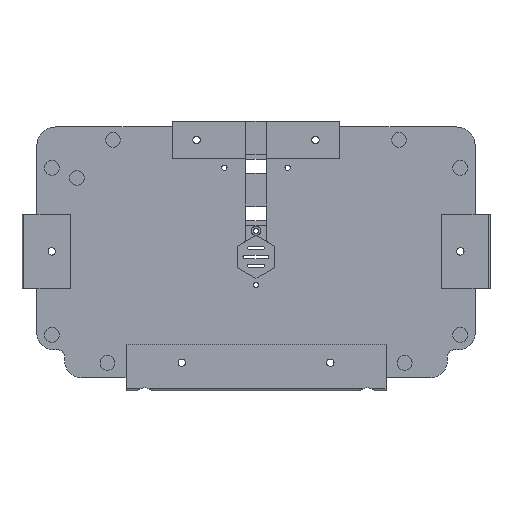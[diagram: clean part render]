
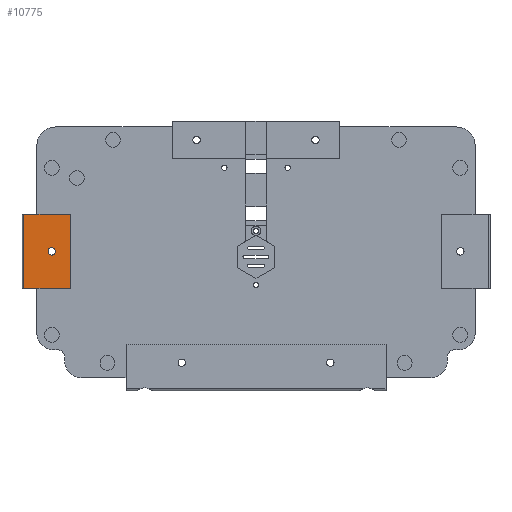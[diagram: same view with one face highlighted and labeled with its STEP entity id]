
A CAD part, top view. The second image highlights one B-rep face of the part: STEP entity #10775.
In plain terms, the highlighted planar face has unit normal (0, 0, 1).
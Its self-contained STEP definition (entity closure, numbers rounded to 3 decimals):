
#473 = PLANE('',#474);
#474 = AXIS2_PLACEMENT_3D('',#475,#476,#477);
#475 = CARTESIAN_POINT('',(-100.,-17.,-5.));
#476 = DIRECTION('',(0.,1.,0.));
#477 = DIRECTION('',(1.,0.,0.));
#529 = PLANE('',#530);
#530 = AXIS2_PLACEMENT_3D('',#531,#532,#533);
#531 = CARTESIAN_POINT('',(-126.,23.,-5.));
#532 = DIRECTION('',(0.,-1.,0.));
#533 = DIRECTION('',(-1.,-0.,-0.));
#4001 = VERTEX_POINT('',#4002);
#4002 = CARTESIAN_POINT('',(-100.,-17.,5.));
#4016 = PLANE('',#4017);
#4017 = AXIS2_PLACEMENT_3D('',#4018,#4019,#4020);
#4018 = CARTESIAN_POINT('',(-100.,23.,-5.));
#4019 = DIRECTION('',(-1.,-0.,-0.));
#4020 = DIRECTION('',(0.,1.,0.));
#4028 = EDGE_CURVE('',#4001,#4029,#4031,.T.);
#4029 = VERTEX_POINT('',#4030);
#4030 = CARTESIAN_POINT('',(-125.,-17.,5.));
#4031 = SURFACE_CURVE('',#4032,(#4036,#4043),.PCURVE_S1.);
#4032 = LINE('',#4033,#4034);
#4033 = CARTESIAN_POINT('',(-100.,-17.,5.));
#4034 = VECTOR('',#4035,1.);
#4035 = DIRECTION('',(-1.,0.,0.));
#4036 = PCURVE('',#473,#4037);
#4037 = DEFINITIONAL_REPRESENTATION('',(#4038),#4042);
#4038 = LINE('',#4039,#4040);
#4039 = CARTESIAN_POINT('',(-0.,-10.));
#4040 = VECTOR('',#4041,1.);
#4041 = DIRECTION('',(-1.,0.));
#4042 = ( GEOMETRIC_REPRESENTATION_CONTEXT(2) 
PARAMETRIC_REPRESENTATION_CONTEXT() REPRESENTATION_CONTEXT('2D SPACE',''
  ) );
#4043 = PCURVE('',#4044,#4049);
#4044 = PLANE('',#4045);
#4045 = AXIS2_PLACEMENT_3D('',#4046,#4047,#4048);
#4046 = CARTESIAN_POINT('',(-100.,-17.,5.));
#4047 = DIRECTION('',(-0.,-0.,-1.));
#4048 = DIRECTION('',(-1.,0.,0.));
#4049 = DEFINITIONAL_REPRESENTATION('',(#4050),#4054);
#4050 = LINE('',#4051,#4052);
#4051 = CARTESIAN_POINT('',(-0.,0.));
#4052 = VECTOR('',#4053,1.);
#4053 = DIRECTION('',(1.,-0.));
#4054 = ( GEOMETRIC_REPRESENTATION_CONTEXT(2) 
PARAMETRIC_REPRESENTATION_CONTEXT() REPRESENTATION_CONTEXT('2D SPACE',''
  ) );
#4073 = CYLINDRICAL_SURFACE('',#4074,1.);
#4074 = AXIS2_PLACEMENT_3D('',#4075,#4076,#4077);
#4075 = CARTESIAN_POINT('',(-125.,-17.,4.));
#4076 = DIRECTION('',(0.,1.,0.));
#4077 = DIRECTION('',(-1.,-0.,-0.));
#4490 = VERTEX_POINT('',#4491);
#4491 = CARTESIAN_POINT('',(-125.,23.,5.));
#4517 = EDGE_CURVE('',#4490,#4518,#4520,.T.);
#4518 = VERTEX_POINT('',#4519);
#4519 = CARTESIAN_POINT('',(-100.,23.,5.));
#4520 = SURFACE_CURVE('',#4521,(#4525,#4532),.PCURVE_S1.);
#4521 = LINE('',#4522,#4523);
#4522 = CARTESIAN_POINT('',(-126.,23.,5.));
#4523 = VECTOR('',#4524,1.);
#4524 = DIRECTION('',(1.,0.,0.));
#4525 = PCURVE('',#529,#4526);
#4526 = DEFINITIONAL_REPRESENTATION('',(#4527),#4531);
#4527 = LINE('',#4528,#4529);
#4528 = CARTESIAN_POINT('',(-0.,-10.));
#4529 = VECTOR('',#4530,1.);
#4530 = DIRECTION('',(-1.,-0.));
#4531 = ( GEOMETRIC_REPRESENTATION_CONTEXT(2) 
PARAMETRIC_REPRESENTATION_CONTEXT() REPRESENTATION_CONTEXT('2D SPACE',''
  ) );
#4532 = PCURVE('',#4044,#4533);
#4533 = DEFINITIONAL_REPRESENTATION('',(#4534),#4538);
#4534 = LINE('',#4535,#4536);
#4535 = CARTESIAN_POINT('',(26.,40.));
#4536 = VECTOR('',#4537,1.);
#4537 = DIRECTION('',(-1.,0.));
#4538 = ( GEOMETRIC_REPRESENTATION_CONTEXT(2) 
PARAMETRIC_REPRESENTATION_CONTEXT() REPRESENTATION_CONTEXT('2D SPACE',''
  ) );
#10753 = EDGE_CURVE('',#4029,#4490,#10754,.T.);
#10754 = SURFACE_CURVE('',#10755,(#10759,#10766),.PCURVE_S1.);
#10755 = LINE('',#10756,#10757);
#10756 = CARTESIAN_POINT('',(-125.,-17.,5.));
#10757 = VECTOR('',#10758,1.);
#10758 = DIRECTION('',(0.,1.,0.));
#10759 = PCURVE('',#4073,#10760);
#10760 = DEFINITIONAL_REPRESENTATION('',(#10761),#10765);
#10761 = LINE('',#10762,#10763);
#10762 = CARTESIAN_POINT('',(1.571,0.));
#10763 = VECTOR('',#10764,1.);
#10764 = DIRECTION('',(0.,1.));
#10765 = ( GEOMETRIC_REPRESENTATION_CONTEXT(2) 
PARAMETRIC_REPRESENTATION_CONTEXT() REPRESENTATION_CONTEXT('2D SPACE',''
  ) );
#10766 = PCURVE('',#4044,#10767);
#10767 = DEFINITIONAL_REPRESENTATION('',(#10768),#10772);
#10768 = LINE('',#10769,#10770);
#10769 = CARTESIAN_POINT('',(25.,-0.));
#10770 = VECTOR('',#10771,1.);
#10771 = DIRECTION('',(-0.,1.));
#10772 = ( GEOMETRIC_REPRESENTATION_CONTEXT(2) 
PARAMETRIC_REPRESENTATION_CONTEXT() REPRESENTATION_CONTEXT('2D SPACE',''
  ) );
#10775 = ADVANCED_FACE('',(#10776,#10802),#4044,.F.);
#10776 = FACE_BOUND('',#10777,.T.);
#10777 = EDGE_LOOP('',(#10778,#10779,#10800,#10801));
#10778 = ORIENTED_EDGE('',*,*,#4028,.F.);
#10779 = ORIENTED_EDGE('',*,*,#10780,.F.);
#10780 = EDGE_CURVE('',#4518,#4001,#10781,.T.);
#10781 = SURFACE_CURVE('',#10782,(#10786,#10793),.PCURVE_S1.);
#10782 = LINE('',#10783,#10784);
#10783 = CARTESIAN_POINT('',(-100.,23.,5.));
#10784 = VECTOR('',#10785,1.);
#10785 = DIRECTION('',(0.,-1.,0.));
#10786 = PCURVE('',#4044,#10787);
#10787 = DEFINITIONAL_REPRESENTATION('',(#10788),#10792);
#10788 = LINE('',#10789,#10790);
#10789 = CARTESIAN_POINT('',(-0.,40.));
#10790 = VECTOR('',#10791,1.);
#10791 = DIRECTION('',(-0.,-1.));
#10792 = ( GEOMETRIC_REPRESENTATION_CONTEXT(2) 
PARAMETRIC_REPRESENTATION_CONTEXT() REPRESENTATION_CONTEXT('2D SPACE',''
  ) );
#10793 = PCURVE('',#4016,#10794);
#10794 = DEFINITIONAL_REPRESENTATION('',(#10795),#10799);
#10795 = LINE('',#10796,#10797);
#10796 = CARTESIAN_POINT('',(-0.,-10.));
#10797 = VECTOR('',#10798,1.);
#10798 = DIRECTION('',(-1.,0.));
#10799 = ( GEOMETRIC_REPRESENTATION_CONTEXT(2) 
PARAMETRIC_REPRESENTATION_CONTEXT() REPRESENTATION_CONTEXT('2D SPACE',''
  ) );
#10800 = ORIENTED_EDGE('',*,*,#4517,.F.);
#10801 = ORIENTED_EDGE('',*,*,#10753,.F.);
#10802 = FACE_BOUND('',#10803,.T.);
#10803 = EDGE_LOOP('',(#10804));
#10804 = ORIENTED_EDGE('',*,*,#10805,.T.);
#10805 = EDGE_CURVE('',#10806,#10806,#10808,.T.);
#10806 = VERTEX_POINT('',#10807);
#10807 = CARTESIAN_POINT('',(-112.,3.,5.));
#10808 = SURFACE_CURVE('',#10809,(#10814,#10821),.PCURVE_S1.);
#10809 = CIRCLE('',#10810,2.);
#10810 = AXIS2_PLACEMENT_3D('',#10811,#10812,#10813);
#10811 = CARTESIAN_POINT('',(-110.,3.,5.));
#10812 = DIRECTION('',(-0.,0.,-1.));
#10813 = DIRECTION('',(-1.,0.,0.));
#10814 = PCURVE('',#4044,#10815);
#10815 = DEFINITIONAL_REPRESENTATION('',(#10816),#10820);
#10816 = CIRCLE('',#10817,2.);
#10817 = AXIS2_PLACEMENT_2D('',#10818,#10819);
#10818 = CARTESIAN_POINT('',(10.,20.));
#10819 = DIRECTION('',(1.,-0.));
#10820 = ( GEOMETRIC_REPRESENTATION_CONTEXT(2) 
PARAMETRIC_REPRESENTATION_CONTEXT() REPRESENTATION_CONTEXT('2D SPACE',''
  ) );
#10821 = PCURVE('',#10822,#10827);
#10822 = CYLINDRICAL_SURFACE('',#10823,2.);
#10823 = AXIS2_PLACEMENT_3D('',#10824,#10825,#10826);
#10824 = CARTESIAN_POINT('',(-110.,3.,0.));
#10825 = DIRECTION('',(0.,0.,1.));
#10826 = DIRECTION('',(-1.,0.,-0.));
#10827 = DEFINITIONAL_REPRESENTATION('',(#10828),#10832);
#10828 = LINE('',#10829,#10830);
#10829 = CARTESIAN_POINT('',(-0.,5.));
#10830 = VECTOR('',#10831,1.);
#10831 = DIRECTION('',(-1.,0.));
#10832 = ( GEOMETRIC_REPRESENTATION_CONTEXT(2) 
PARAMETRIC_REPRESENTATION_CONTEXT() REPRESENTATION_CONTEXT('2D SPACE',''
  ) );
